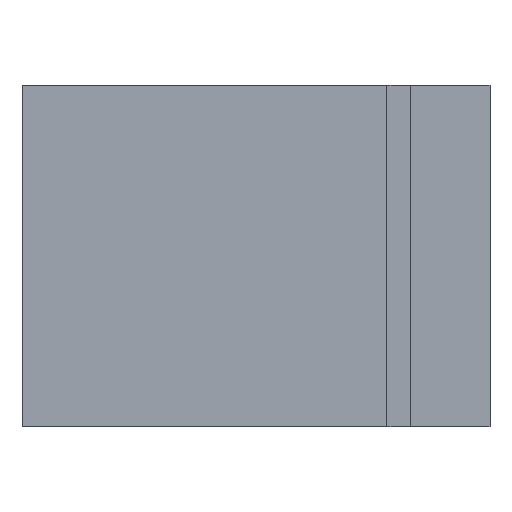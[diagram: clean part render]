
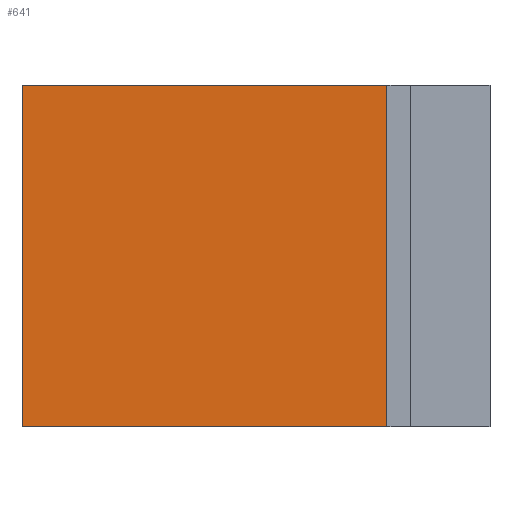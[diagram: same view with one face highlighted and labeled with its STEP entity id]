
A CAD part, front view. The second image highlights one B-rep face of the part: STEP entity #641.
In plain terms, the highlighted planar face has unit normal (0, -1, 0).
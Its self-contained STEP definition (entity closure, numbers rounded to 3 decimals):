
#60 = LINE ( 'NONE', #878, #360 ) ;
#83 = CARTESIAN_POINT ( 'NONE',  ( 0., 0., 0. ) ) ;
#107 = EDGE_CURVE ( 'NONE', #560, #914, #1015, .T. ) ;
#146 = DIRECTION ( 'NONE',  ( 1., 0., 0. ) ) ;
#147 = ORIENTED_EDGE ( 'NONE', *, *, #812, .F. ) ;
#159 = FACE_OUTER_BOUND ( 'NONE', #428, .T. ) ;
#201 = CARTESIAN_POINT ( 'NONE',  ( 46., 0., -43. ) ) ;
#229 = VERTEX_POINT ( 'NONE', #83 ) ;
#230 = CARTESIAN_POINT ( 'NONE',  ( 0., 0., 0. ) ) ;
#306 = EDGE_CURVE ( 'NONE', #229, #564, #314, .T. ) ;
#314 = LINE ( 'NONE', #230, #972 ) ;
#355 = CARTESIAN_POINT ( 'NONE',  ( 0., 0., 0. ) ) ;
#360 = VECTOR ( 'NONE', #949, 1000. ) ;
#428 = EDGE_LOOP ( 'NONE', ( #147, #966, #668, #806 ) ) ;
#429 = CARTESIAN_POINT ( 'NONE',  ( 0., 0., 0. ) ) ;
#494 = VECTOR ( 'NONE', #1007, 1000. ) ;
#560 = VERTEX_POINT ( 'NONE', #201 ) ;
#564 = VERTEX_POINT ( 'NONE', #852 ) ;
#568 = DIRECTION ( 'NONE',  ( 0., -1., 0. ) ) ;
#579 = CARTESIAN_POINT ( 'NONE',  ( 0., 0., -43. ) ) ;
#582 = PLANE ( 'NONE',  #780 ) ;
#610 = CARTESIAN_POINT ( 'NONE',  ( 0., 0., -43. ) ) ;
#641 = ADVANCED_FACE ( 'NONE', ( #159 ), #582, .T. ) ;
#668 = ORIENTED_EDGE ( 'NONE', *, *, #889, .F. ) ;
#702 = VECTOR ( 'NONE', #947, 1000. ) ;
#780 = AXIS2_PLACEMENT_3D ( 'NONE', #429, #568, #810 ) ;
#806 = ORIENTED_EDGE ( 'NONE', *, *, #107, .F. ) ;
#810 = DIRECTION ( 'NONE',  ( 0., 0., -1. ) ) ;
#812 = EDGE_CURVE ( 'NONE', #564, #560, #60, .T. ) ;
#852 = CARTESIAN_POINT ( 'NONE',  ( 46., 0., 0. ) ) ;
#878 = CARTESIAN_POINT ( 'NONE',  ( 46., 0., 0. ) ) ;
#889 = EDGE_CURVE ( 'NONE', #914, #229, #927, .T. ) ;
#914 = VERTEX_POINT ( 'NONE', #579 ) ;
#927 = LINE ( 'NONE', #355, #494 ) ;
#947 = DIRECTION ( 'NONE',  ( -1., 0., 0. ) ) ;
#949 = DIRECTION ( 'NONE',  ( 0., 0., -1. ) ) ;
#966 = ORIENTED_EDGE ( 'NONE', *, *, #306, .F. ) ;
#972 = VECTOR ( 'NONE', #146, 1000. ) ;
#1007 = DIRECTION ( 'NONE',  ( 0., 0., 1. ) ) ;
#1015 = LINE ( 'NONE', #610, #702 ) ;
